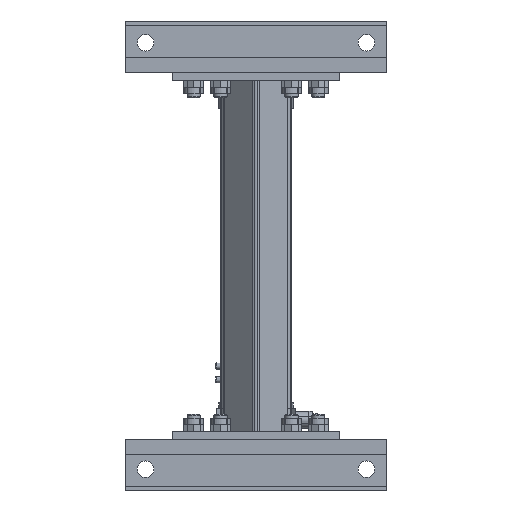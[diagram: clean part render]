
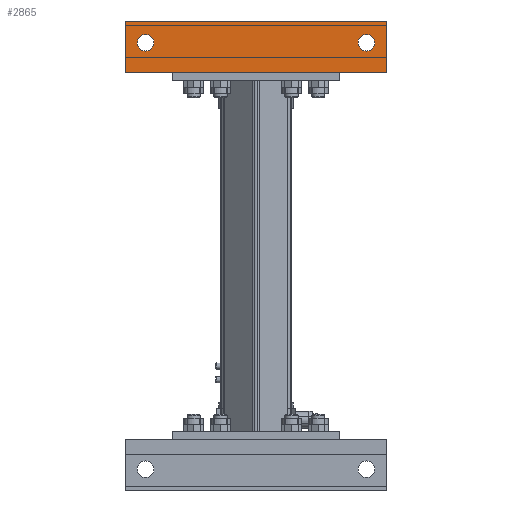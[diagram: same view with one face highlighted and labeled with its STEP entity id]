
A CAD part, left-side view. The second image highlights one B-rep face of the part: STEP entity #2865.
In plain terms, the highlighted face is planar.
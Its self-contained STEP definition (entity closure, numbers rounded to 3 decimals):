
#2865=ADVANCED_FACE('',(#5194,#5195,#5196),#5197,.T.);
#5194=FACE_BOUND('',#7480,.T.);
#5195=FACE_BOUND('',#7481,.T.);
#5196=FACE_OUTER_BOUND('',#7482,.T.);
#5197=PLANE('',#7483);
#7480=EDGE_LOOP('',(#11326));
#7481=EDGE_LOOP('',(#11327));
#7482=EDGE_LOOP('',(#11328,#11329,#11330,#11331));
#7483=AXIS2_PLACEMENT_3D('',#11332,#11333,#11334);
#11326=ORIENTED_EDGE('',*,*,#13964,.T.);
#11327=ORIENTED_EDGE('',*,*,#14538,.T.);
#11328=ORIENTED_EDGE('',*,*,#14539,.T.);
#11329=ORIENTED_EDGE('',*,*,#14540,.F.);
#11330=ORIENTED_EDGE('',*,*,#14541,.T.);
#11331=ORIENTED_EDGE('',*,*,#14542,.T.);
#11332=CARTESIAN_POINT('',(37.5,0.,0.));
#11333=DIRECTION('',(0.,-1.,0.));
#11334=DIRECTION('',(1.,0.,0.));
#13964=EDGE_CURVE('',#16335,#16335,#16336,.T.);
#14538=EDGE_CURVE('',#17110,#17110,#17111,.T.);
#14539=EDGE_CURVE('',#17112,#17113,#17114,.T.);
#14540=EDGE_CURVE('',#17115,#17113,#17116,.T.);
#14541=EDGE_CURVE('',#17115,#17117,#17118,.T.);
#14542=EDGE_CURVE('',#17117,#17112,#17119,.T.);
#16335=VERTEX_POINT('',#20927);
#16336=CIRCLE('',#20928,12.5);
#17110=VERTEX_POINT('',#22962);
#17111=CIRCLE('',#22963,12.5);
#17112=VERTEX_POINT('',#22964);
#17113=VERTEX_POINT('',#22965);
#17114=LINE('',#22966,#22967);
#17115=VERTEX_POINT('',#22968);
#17116=LINE('',#22969,#22970);
#17117=VERTEX_POINT('',#22971);
#17118=LINE('',#22972,#22973);
#17119=LINE('',#22974,#22975);
#20927=CARTESIAN_POINT('',(56.5,0.,30.));
#20928=AXIS2_PLACEMENT_3D('',#24777,#24778,#24779);
#22962=CARTESIAN_POINT('',(56.5,0.,360.));
#22963=AXIS2_PLACEMENT_3D('',#25335,#25336,#25337);
#22964=CARTESIAN_POINT('',(75.,0.,390.));
#22965=CARTESIAN_POINT('',(0.,0.,390.));
#22966=CARTESIAN_POINT('',(0.,0.,390.));
#22967=VECTOR('',#25338,1.);
#22968=CARTESIAN_POINT('',(0.,0.,0.));
#22969=CARTESIAN_POINT('',(0.,0.,0.));
#22970=VECTOR('',#25339,1.);
#22971=CARTESIAN_POINT('',(75.,0.,0.));
#22972=CARTESIAN_POINT('',(0.,0.,0.));
#22973=VECTOR('',#25340,1.);
#22974=CARTESIAN_POINT('',(75.,0.,0.));
#22975=VECTOR('',#25341,1.);
#24777=CARTESIAN_POINT('',(44.,0.,30.));
#24778=DIRECTION('',(0.,1.,0.));
#24779=DIRECTION('',(1.,0.,0.));
#25335=CARTESIAN_POINT('',(44.,0.,360.));
#25336=DIRECTION('',(0.,1.,0.));
#25337=DIRECTION('',(1.,0.,0.));
#25338=DIRECTION('',(-1.,0.,0.));
#25339=DIRECTION('',(0.,0.,1.));
#25340=DIRECTION('',(1.,0.,0.));
#25341=DIRECTION('',(0.,0.,1.));
